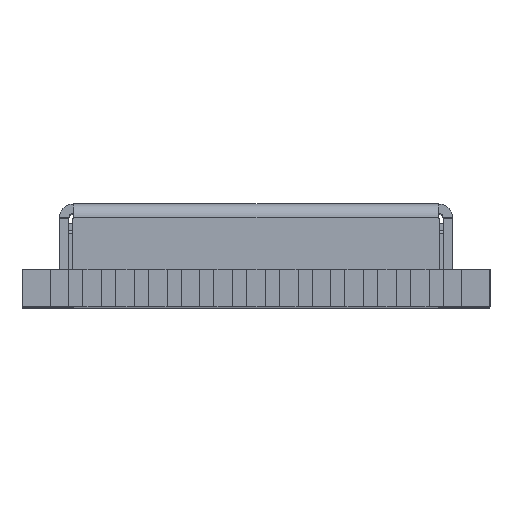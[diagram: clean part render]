
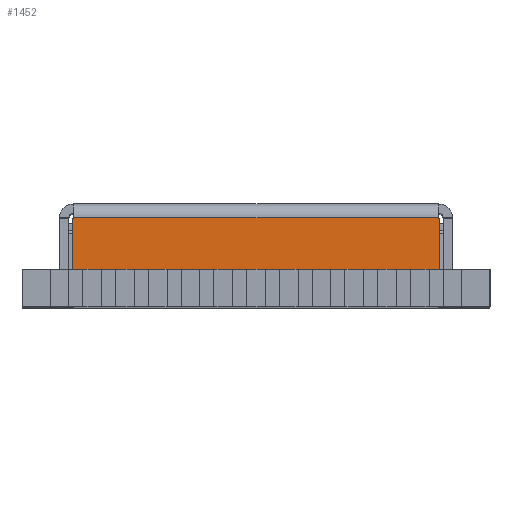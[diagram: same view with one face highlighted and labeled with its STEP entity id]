
A CAD part, top view. The second image highlights one B-rep face of the part: STEP entity #1452.
In plain terms, the highlighted planar face has unit normal (0, 0, 1).
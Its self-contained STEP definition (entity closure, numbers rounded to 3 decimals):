
#593 = ORIENTED_EDGE ( 'NONE', *, *, #12208, .T. ) ;
#1387 = ORIENTED_EDGE ( 'NONE', *, *, #18395, .T. ) ;
#1452 = ADVANCED_FACE ( 'NONE', ( #6705 ), #12954, .F. ) ;
#1461 = VERTEX_POINT ( 'NONE', #16132 ) ;
#1465 = VECTOR ( 'NONE', #11557, 1000. ) ;
#1860 = DIRECTION ( 'NONE',  ( -1., 0., 0. ) ) ;
#2049 = ORIENTED_EDGE ( 'NONE', *, *, #15502, .T. ) ;
#2261 = VERTEX_POINT ( 'NONE', #12787 ) ;
#2281 = ORIENTED_EDGE ( 'NONE', *, *, #11219, .T. ) ;
#2789 = VERTEX_POINT ( 'NONE', #18184 ) ;
#2986 = CARTESIAN_POINT ( 'NONE',  ( 3.929, 1.89, 7.2 ) ) ;
#3248 = CARTESIAN_POINT ( 'NONE',  ( -3.89, 18.241, 7.2 ) ) ;
#3402 = DIRECTION ( 'NONE',  ( 0., 0., -1. ) ) ;
#3614 = CARTESIAN_POINT ( 'NONE',  ( -4.2, 1.89, 7.2 ) ) ;
#3825 = DIRECTION ( 'NONE',  ( -1., 0., 0. ) ) ;
#3967 = VERTEX_POINT ( 'NONE', #2986 ) ;
#4055 = VECTOR ( 'NONE', #16551, 1000. ) ;
#4342 = VERTEX_POINT ( 'NONE', #10097 ) ;
#4526 = LINE ( 'NONE', #10775, #15334 ) ;
#4710 = DIRECTION ( 'NONE',  ( 0., -1., 0. ) ) ;
#4746 = LINE ( 'NONE', #19087, #5380 ) ;
#4762 = VERTEX_POINT ( 'NONE', #7494 ) ;
#4809 = EDGE_CURVE ( 'NONE', #3967, #17588, #9125, .T. ) ;
#4868 = LINE ( 'NONE', #3614, #19428 ) ;
#5380 = VECTOR ( 'NONE', #6387, 1000. ) ;
#6027 = CARTESIAN_POINT ( 'NONE',  ( -4.2, 0.8, 7.2 ) ) ;
#6253 = CARTESIAN_POINT ( 'NONE',  ( -4.2, 1.89, 7.2 ) ) ;
#6387 = DIRECTION ( 'NONE',  ( 0., 1., 0. ) ) ;
#6594 = ORIENTED_EDGE ( 'NONE', *, *, #17377, .T. ) ;
#6705 = FACE_OUTER_BOUND ( 'NONE', #15935, .T. ) ;
#7494 = CARTESIAN_POINT ( 'NONE',  ( -3.89, 1.9, 7.2 ) ) ;
#8100 = VECTOR ( 'NONE', #3825, 1000. ) ;
#8565 = LINE ( 'NONE', #13169, #8100 ) ;
#9001 = VECTOR ( 'NONE', #18534, 1000. ) ;
#9125 = LINE ( 'NONE', #6253, #1465 ) ;
#9178 = VECTOR ( 'NONE', #4710, 1000. ) ;
#9542 = VERTEX_POINT ( 'NONE', #9606 ) ;
#9606 = CARTESIAN_POINT ( 'NONE',  ( 3.89, 1.9, 7.2 ) ) ;
#10097 = CARTESIAN_POINT ( 'NONE',  ( -3.929, 0.8, 7.2 ) ) ;
#10775 = CARTESIAN_POINT ( 'NONE',  ( 3.929, 18.241, 7.2 ) ) ;
#11219 = EDGE_CURVE ( 'NONE', #2261, #1461, #4868, .T. ) ;
#11253 = EDGE_CURVE ( 'NONE', #1461, #4342, #13162, .T. ) ;
#11448 = ORIENTED_EDGE ( 'NONE', *, *, #4809, .T. ) ;
#11480 = EDGE_CURVE ( 'NONE', #17588, #9542, #4746, .T. ) ;
#11557 = DIRECTION ( 'NONE',  ( -1., 0., 0. ) ) ;
#11921 = ORIENTED_EDGE ( 'NONE', *, *, #11480, .T. ) ;
#12208 = EDGE_CURVE ( 'NONE', #4342, #2789, #16892, .T. ) ;
#12787 = CARTESIAN_POINT ( 'NONE',  ( -3.89, 1.89, 7.2 ) ) ;
#12954 = PLANE ( 'NONE',  #13470 ) ;
#13162 = LINE ( 'NONE', #18192, #4055 ) ;
#13169 = CARTESIAN_POINT ( 'NONE',  ( -3.89, 1.9, 7.2 ) ) ;
#13470 = AXIS2_PLACEMENT_3D ( 'NONE', #15922, #3402, #1860 ) ;
#14038 = CARTESIAN_POINT ( 'NONE',  ( 3.89, 1.89, 7.2 ) ) ;
#14301 = DIRECTION ( 'NONE',  ( -1., 0., 0. ) ) ;
#15334 = VECTOR ( 'NONE', #17335, 1000. ) ;
#15442 = ORIENTED_EDGE ( 'NONE', *, *, #11253, .T. ) ;
#15502 = EDGE_CURVE ( 'NONE', #9542, #4762, #8565, .T. ) ;
#15922 = CARTESIAN_POINT ( 'NONE',  ( -4.2, 18.241, 7.2 ) ) ;
#15935 = EDGE_LOOP ( 'NONE', ( #11921, #2049, #1387, #2281, #15442, #593, #6594, #11448 ) ) ;
#16132 = CARTESIAN_POINT ( 'NONE',  ( -3.929, 1.89, 7.2 ) ) ;
#16551 = DIRECTION ( 'NONE',  ( 0., -1., 0. ) ) ;
#16892 = LINE ( 'NONE', #6027, #9001 ) ;
#17221 = LINE ( 'NONE', #3248, #9178 ) ;
#17335 = DIRECTION ( 'NONE',  ( 0., 1., 0. ) ) ;
#17377 = EDGE_CURVE ( 'NONE', #2789, #3967, #4526, .T. ) ;
#17588 = VERTEX_POINT ( 'NONE', #14038 ) ;
#18184 = CARTESIAN_POINT ( 'NONE',  ( 3.929, 0.8, 7.2 ) ) ;
#18192 = CARTESIAN_POINT ( 'NONE',  ( -3.929, 18.241, 7.2 ) ) ;
#18395 = EDGE_CURVE ( 'NONE', #4762, #2261, #17221, .T. ) ;
#18534 = DIRECTION ( 'NONE',  ( 1., 0., 0. ) ) ;
#19087 = CARTESIAN_POINT ( 'NONE',  ( 3.89, 18.241, 7.2 ) ) ;
#19428 = VECTOR ( 'NONE', #14301, 1000. ) ;
